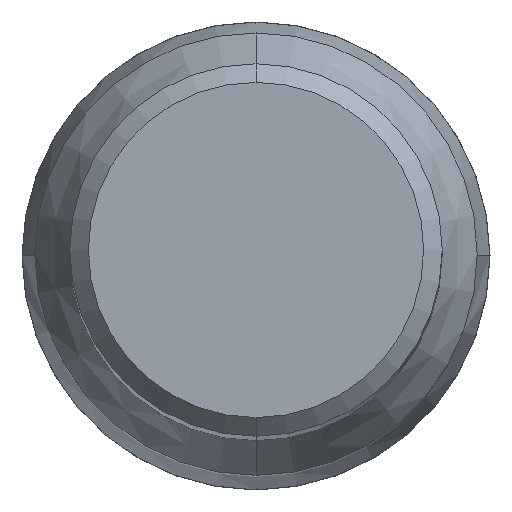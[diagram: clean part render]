
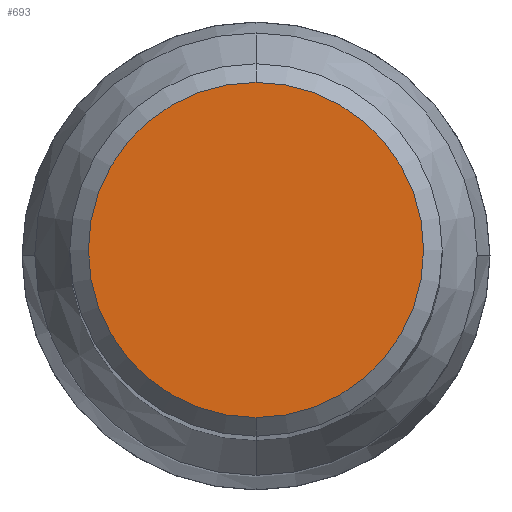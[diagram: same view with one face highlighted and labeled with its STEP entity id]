
A CAD part, top view. The second image highlights one B-rep face of the part: STEP entity #693.
In plain terms, the highlighted planar face has unit normal (0, 0, 1).
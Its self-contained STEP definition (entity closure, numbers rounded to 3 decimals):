
#343=VERTEX_POINT('',#845);
#345=EDGE_CURVE('',#343,#349,#847,.T.);
#349=VERTEX_POINT('',#851);
#383=EDGE_CURVE('',#349,#343,#890,.T.);
#693=ADVANCED_FACE('',(#1231),#1232,.T.);
#845=CARTESIAN_POINT('',(0.,-7.2,0.0));
#847=CIRCLE('',#1450,7.2);
#851=CARTESIAN_POINT('',(0.0,7.2,0.0));
#890=CIRCLE('',#1501,7.2);
#1231=FACE_OUTER_BOUND('',#2044,.T.);
#1232=PLANE('',#2045);
#1450=AXIS2_PLACEMENT_3D('',#2288,#2289,#2290);
#1501=AXIS2_PLACEMENT_3D('',#2350,#2351,#2352);
#2044=EDGE_LOOP('',(#2790,#2791));
#2045=AXIS2_PLACEMENT_3D('',#2792,#2793,#2794);
#2288=CARTESIAN_POINT('',(0.0,0.0,0.0));
#2289=DIRECTION('',(0.0,0.0,-1.0));
#2290=DIRECTION('',(0.0,1.0,0.0));
#2350=CARTESIAN_POINT('',(0.0,0.0,0.0));
#2351=DIRECTION('',(0.0,0.0,-1.0));
#2352=DIRECTION('',(0.0,1.0,0.0));
#2790=ORIENTED_EDGE('',*,*,#383,.F.);
#2791=ORIENTED_EDGE('',*,*,#345,.F.);
#2792=CARTESIAN_POINT('',(0.0,3.6,0.0));
#2793=DIRECTION('',(-0.0,0.0,1.0));
#2794=DIRECTION('',(0.0,-1.0,0.0));
